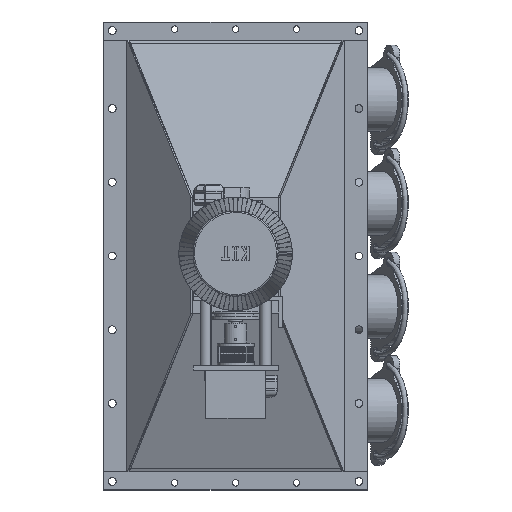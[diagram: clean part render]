
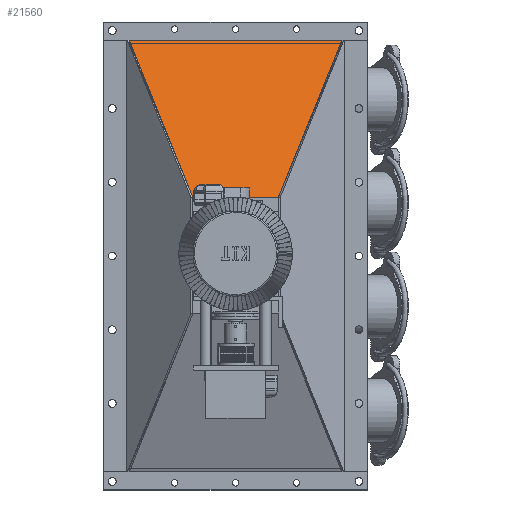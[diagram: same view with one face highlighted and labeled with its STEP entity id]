
A CAD part, top view. The second image highlights one B-rep face of the part: STEP entity #21560.
In plain terms, the highlighted planar face has unit normal (0, 0.379, 0.925).
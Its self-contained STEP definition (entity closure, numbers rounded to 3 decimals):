
#663=PLANE('',#23122);
#1509=FACE_OUTER_BOUND('',#2718,.T.);
#2718=EDGE_LOOP('',(#15016,#15017,#15018,#15019,#15020,#15021));
#4240=LINE('',#31693,#6572);
#4251=LINE('',#31715,#6583);
#4256=LINE('',#31725,#6588);
#4258=LINE('',#31729,#6590);
#4259=LINE('',#31731,#6591);
#4260=LINE('',#31732,#6592);
#6572=VECTOR('',#25266,1.);
#6583=VECTOR('',#25293,1.);
#6588=VECTOR('',#25302,1.);
#6590=VECTOR('',#25306,1.);
#6591=VECTOR('',#25307,1.);
#6592=VECTOR('',#25308,1.);
#9689=VERTEX_POINT('',#31690);
#9690=VERTEX_POINT('',#31692);
#9693=VERTEX_POINT('',#31714);
#9695=VERTEX_POINT('',#31722);
#9697=VERTEX_POINT('',#31728);
#9698=VERTEX_POINT('',#31730);
#11720=EDGE_CURVE('',#9689,#9690,#4240,.T.);
#11731=EDGE_CURVE('',#9690,#9693,#4251,.F.);
#11736=EDGE_CURVE('',#9689,#9695,#4256,.F.);
#11738=EDGE_CURVE('',#9697,#9693,#4258,.F.);
#11739=EDGE_CURVE('',#9698,#9695,#4259,.F.);
#11740=EDGE_CURVE('',#9698,#9697,#4260,.T.);
#15016=ORIENTED_EDGE('',*,*,#11738,.T.);
#15017=ORIENTED_EDGE('',*,*,#11731,.F.);
#15018=ORIENTED_EDGE('',*,*,#11720,.F.);
#15019=ORIENTED_EDGE('',*,*,#11736,.T.);
#15020=ORIENTED_EDGE('',*,*,#11739,.F.);
#15021=ORIENTED_EDGE('',*,*,#11740,.T.);
#21560=ADVANCED_FACE('',(#1509),#663,.F.);
#23122=AXIS2_PLACEMENT_3D('',#31727,#25304,#25305);
#25266=DIRECTION('',(1.,0.,0.));
#25293=DIRECTION('',(0.,0.926,-0.379));
#25302=DIRECTION('',(0.,0.926,-0.379));
#25304=DIRECTION('center_axis',(0.,-0.379,-0.926));
#25305=DIRECTION('ref_axis',(0.,0.926,-0.379));
#25306=DIRECTION('',(-0.356,-0.865,0.354));
#25307=DIRECTION('',(0.356,-0.865,0.354));
#25308=DIRECTION('',(1.,0.,0.));
#31690=CARTESIAN_POINT('',(-75.,152.,56.343));
#31692=CARTESIAN_POINT('',(75.,152.,56.343));
#31693=CARTESIAN_POINT('',(0.,152.,56.343));
#31714=CARTESIAN_POINT('',(75.,150.149,57.1));
#31715=CARTESIAN_POINT('',(75.,151.074,56.721));
#31722=CARTESIAN_POINT('',(-75.,150.149,57.1));
#31725=CARTESIAN_POINT('',(-75.,151.074,56.721));
#31727=CARTESIAN_POINT('Origin',(0.,40.865,101.807));
#31728=CARTESIAN_POINT('',(30.044,40.865,101.807));
#31729=CARTESIAN_POINT('',(52.522,95.507,79.454));
#31730=CARTESIAN_POINT('',(-30.044,40.865,101.807));
#31731=CARTESIAN_POINT('',(-52.522,95.507,79.454));
#31732=CARTESIAN_POINT('',(0.,40.865,101.807));
